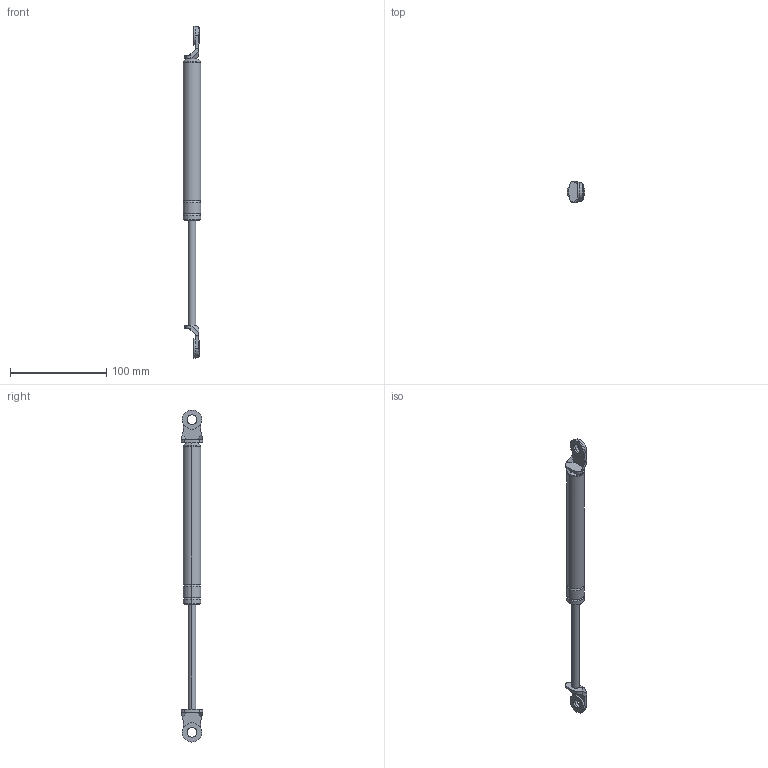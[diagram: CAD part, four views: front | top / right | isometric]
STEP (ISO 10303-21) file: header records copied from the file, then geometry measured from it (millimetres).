
FILE_DESCRIPTION( (''), '2;1');
FILE_NAME ('PC50.4488.TM_365_100_30_13268.stp','2020-10-16T16:17:16',(''),(''),'spGate 16.7.1','','');
FILE_SCHEMA (('AUTOMOTIVE_DESIGN'));
Length unit declared in the file: millimetre
Products named in the file (5): Assembly; ウェーブワッシャー; ワッシャー; 本体; 本体_div
Assembly tree (6 placements, depth 2):
  Assembly
    ウェーブワッシャー  x2
    ワッシャー  x2
    本体
    本体_div
Bounding box: 18.5 x 22 x 345 mm (x, y, z)
Volume: 53206.8 mm3; surface area: 18252.5 mm2
Topology: 6 solids, 6 shells, 94 faces, 222 edges, 142 vertices
Faces by surface type: cylinder 44, plane 42, bspline 8
Entity records: 4384 total; most frequent: CARTESIAN_POINT 756, DIRECTION 402, ORIENTED_EDGE 396, COLOUR_RGB 284, PRESENTATION_STYLE_ASSIGNMENT 284, STYLED_ITEM 284, EDGE_CURVE 198, DRAUGHTING_PRE_DEFINED_CURVE_FONT 198
